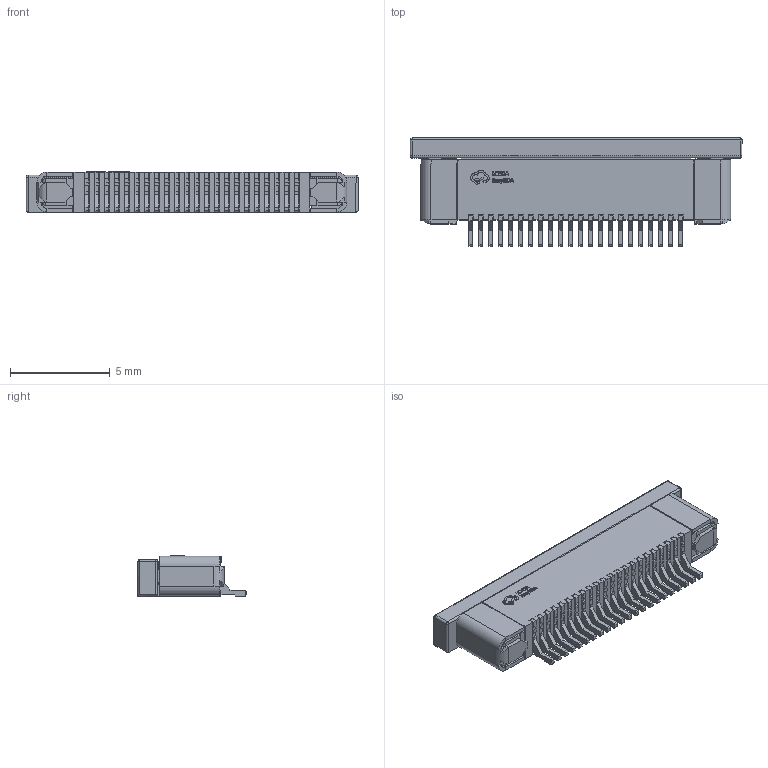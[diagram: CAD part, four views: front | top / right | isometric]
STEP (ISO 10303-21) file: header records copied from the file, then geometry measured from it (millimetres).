
FILE_DESCRIPTION (( 'STEP AP214' ), '1' );
FILE_NAME ('FPC-SMD_P0.50-22P_L16.6-W5.4-H2.0-LSSJ-H2.0-22P.step', '2022-07-06T16:02:14', ( '' ), ( '' ), 'SwSTEP 2.0', 'SolidWorks 2020', '' );
FILE_SCHEMA (( 'AUTOMOTIVE_DESIGN' ));
Length unit declared in the file: millimetre
Products named in the file (1): FPC-SMD_P0.50-22P_L16.6-W5.4-H2.0-LSSJ-H2.0-22P
Bounding box: 16.6 x 5.4 x 2.01 mm (x, y, z)
Volume: 89.9 mm3; surface area: 714 mm2
Topology: 21 solids, 21 shells, 1560 faces, 4484 edges, 2948 vertices
Faces by surface type: plane 1239, cylinder 207, bspline 110, sphere 4
Entity records: 69064 total; most frequent: CARTESIAN_POINT 11207, ORIENTED_EDGE 8960, DIRECTION 7548, EDGE_CURVE 4480, VECTOR 3842, LINE 3842, VERTEX_POINT 2948, AXIS2_PLACEMENT_3D 1853
